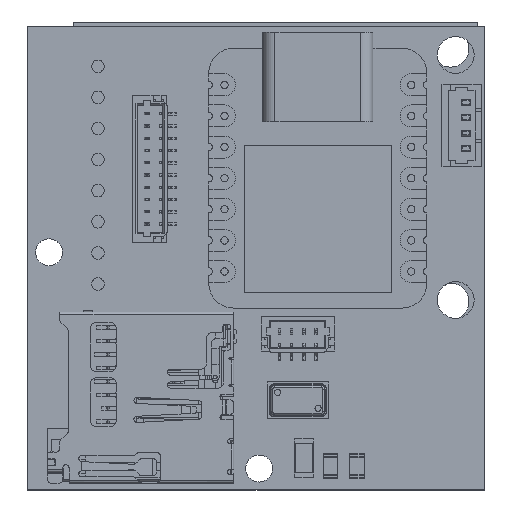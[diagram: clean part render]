
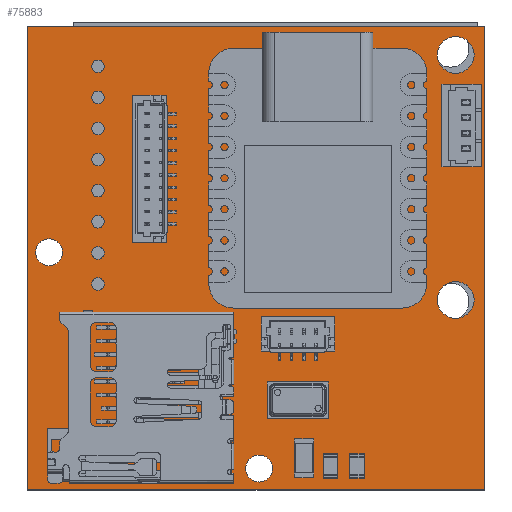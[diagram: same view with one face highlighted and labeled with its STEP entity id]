
A CAD part, top view. The second image highlights one B-rep face of the part: STEP entity #75883.
In plain terms, the highlighted planar face has unit normal (0, 0, 1).
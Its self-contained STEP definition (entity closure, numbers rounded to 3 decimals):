
#75595 = VERTEX_POINT('',#75596);
#75596 = CARTESIAN_POINT('',(137.267,-87.8,1.6));
#75602 = EDGE_CURVE('',#75595,#75603,#75605,.T.);
#75603 = VERTEX_POINT('',#75604);
#75604 = CARTESIAN_POINT('',(100.,-87.8,1.6));
#75605 = LINE('',#75606,#75607);
#75606 = CARTESIAN_POINT('',(137.267,-87.8,1.6));
#75607 = VECTOR('',#75608,1.);
#75608 = DIRECTION('',(-1.,0.,0.));
#75635 = VERTEX_POINT('',#75636);
#75636 = CARTESIAN_POINT('',(137.267,-50.,1.6));
#75642 = EDGE_CURVE('',#75635,#75595,#75643,.T.);
#75643 = LINE('',#75644,#75645);
#75644 = CARTESIAN_POINT('',(137.267,-50.,1.6));
#75645 = VECTOR('',#75646,1.);
#75646 = DIRECTION('',(0.,-1.,0.));
#75664 = EDGE_CURVE('',#75603,#75665,#75667,.T.);
#75665 = VERTEX_POINT('',#75666);
#75666 = CARTESIAN_POINT('',(100.,-50.,1.6));
#75667 = LINE('',#75668,#75669);
#75668 = CARTESIAN_POINT('',(100.,-87.8,1.6));
#75669 = VECTOR('',#75670,1.);
#75670 = DIRECTION('',(0.,1.,0.));
#75883 = ADVANCED_FACE('',(#75884,#75895,#75906,#75917,#75928,#75939,
    #75950,#75961,#75972,#75983,#75994,#76005,#76016,#76027,#76038,
    #76049,#76060),#76071,.T.);
#75884 = FACE_BOUND('',#75885,.T.);
#75885 = EDGE_LOOP('',(#75886,#75887,#75888,#75894));
#75886 = ORIENTED_EDGE('',*,*,#75602,.F.);
#75887 = ORIENTED_EDGE('',*,*,#75642,.F.);
#75888 = ORIENTED_EDGE('',*,*,#75889,.F.);
#75889 = EDGE_CURVE('',#75665,#75635,#75890,.T.);
#75890 = LINE('',#75891,#75892);
#75891 = CARTESIAN_POINT('',(100.,-50.,1.6));
#75892 = VECTOR('',#75893,1.);
#75893 = DIRECTION('',(1.,0.,0.));
#75894 = ORIENTED_EDGE('',*,*,#75664,.F.);
#75895 = FACE_BOUND('',#75896,.T.);
#75896 = EDGE_LOOP('',(#75897));
#75897 = ORIENTED_EDGE('',*,*,#75898,.T.);
#75898 = EDGE_CURVE('',#75899,#75899,#75901,.T.);
#75899 = VERTEX_POINT('',#75900);
#75900 = CARTESIAN_POINT('',(105.736,-71.501,1.6));
#75901 = CIRCLE('',#75902,0.508);
#75902 = AXIS2_PLACEMENT_3D('',#75903,#75904,#75905);
#75903 = CARTESIAN_POINT('',(105.736,-70.993,1.6));
#75904 = DIRECTION('',(-0.,0.,-1.));
#75905 = DIRECTION('',(0.,-1.,-0.));
#75906 = FACE_BOUND('',#75907,.T.);
#75907 = EDGE_LOOP('',(#75908));
#75908 = ORIENTED_EDGE('',*,*,#75909,.T.);
#75909 = EDGE_CURVE('',#75910,#75910,#75912,.T.);
#75910 = VERTEX_POINT('',#75911);
#75911 = CARTESIAN_POINT('',(118.9,-87.15,1.6));
#75912 = CIRCLE('',#75913,1.1);
#75913 = AXIS2_PLACEMENT_3D('',#75914,#75915,#75916);
#75914 = CARTESIAN_POINT('',(118.9,-86.05,1.6));
#75915 = DIRECTION('',(-0.,0.,-1.));
#75916 = DIRECTION('',(-0.,-1.,0.));
#75917 = FACE_BOUND('',#75918,.T.);
#75918 = EDGE_LOOP('',(#75919));
#75919 = ORIENTED_EDGE('',*,*,#75920,.T.);
#75920 = EDGE_CURVE('',#75921,#75921,#75923,.T.);
#75921 = VERTEX_POINT('',#75922);
#75922 = CARTESIAN_POINT('',(134.936,-73.793,1.6));
#75923 = CIRCLE('',#75924,1.5);
#75924 = AXIS2_PLACEMENT_3D('',#75925,#75926,#75927);
#75925 = CARTESIAN_POINT('',(134.936,-72.293,1.6));
#75926 = DIRECTION('',(-0.,0.,-1.));
#75927 = DIRECTION('',(-0.,-1.,0.));
#75928 = FACE_BOUND('',#75929,.T.);
#75929 = EDGE_LOOP('',(#75930));
#75930 = ORIENTED_EDGE('',*,*,#75931,.T.);
#75931 = EDGE_CURVE('',#75932,#75932,#75934,.T.);
#75932 = VERTEX_POINT('',#75933);
#75933 = CARTESIAN_POINT('',(101.75,-69.5,1.6));
#75934 = CIRCLE('',#75935,1.1);
#75935 = AXIS2_PLACEMENT_3D('',#75936,#75937,#75938);
#75936 = CARTESIAN_POINT('',(101.75,-68.4,1.6));
#75937 = DIRECTION('',(-0.,0.,-1.));
#75938 = DIRECTION('',(-0.,-1.,0.));
#75939 = FACE_BOUND('',#75940,.T.);
#75940 = EDGE_LOOP('',(#75941));
#75941 = ORIENTED_EDGE('',*,*,#75942,.T.);
#75942 = EDGE_CURVE('',#75943,#75943,#75945,.T.);
#75943 = VERTEX_POINT('',#75944);
#75944 = CARTESIAN_POINT('',(105.736,-68.961,1.6));
#75945 = CIRCLE('',#75946,0.508);
#75946 = AXIS2_PLACEMENT_3D('',#75947,#75948,#75949);
#75947 = CARTESIAN_POINT('',(105.736,-68.453,1.6));
#75948 = DIRECTION('',(-0.,0.,-1.));
#75949 = DIRECTION('',(0.,-1.,-0.));
#75950 = FACE_BOUND('',#75951,.T.);
#75951 = EDGE_LOOP('',(#75952));
#75952 = ORIENTED_EDGE('',*,*,#75953,.T.);
#75953 = EDGE_CURVE('',#75954,#75954,#75956,.T.);
#75954 = VERTEX_POINT('',#75955);
#75955 = CARTESIAN_POINT('',(105.736,-66.421,1.6));
#75956 = CIRCLE('',#75957,0.508);
#75957 = AXIS2_PLACEMENT_3D('',#75958,#75959,#75960);
#75958 = CARTESIAN_POINT('',(105.736,-65.913,1.6));
#75959 = DIRECTION('',(-0.,0.,-1.));
#75960 = DIRECTION('',(0.,-1.,-0.));
#75961 = FACE_BOUND('',#75962,.T.);
#75962 = EDGE_LOOP('',(#75963));
#75963 = ORIENTED_EDGE('',*,*,#75964,.T.);
#75964 = EDGE_CURVE('',#75965,#75965,#75967,.T.);
#75965 = VERTEX_POINT('',#75966);
#75966 = CARTESIAN_POINT('',(105.736,-63.881,1.6));
#75967 = CIRCLE('',#75968,0.508);
#75968 = AXIS2_PLACEMENT_3D('',#75969,#75970,#75971);
#75969 = CARTESIAN_POINT('',(105.736,-63.373,1.6));
#75970 = DIRECTION('',(-0.,0.,-1.));
#75971 = DIRECTION('',(0.,-1.,-0.));
#75972 = FACE_BOUND('',#75973,.T.);
#75973 = EDGE_LOOP('',(#75974));
#75974 = ORIENTED_EDGE('',*,*,#75975,.T.);
#75975 = EDGE_CURVE('',#75976,#75976,#75978,.T.);
#75976 = VERTEX_POINT('',#75977);
#75977 = CARTESIAN_POINT('',(105.736,-61.341,1.6));
#75978 = CIRCLE('',#75979,0.508);
#75979 = AXIS2_PLACEMENT_3D('',#75980,#75981,#75982);
#75980 = CARTESIAN_POINT('',(105.736,-60.833,1.6));
#75981 = DIRECTION('',(-0.,0.,-1.));
#75982 = DIRECTION('',(0.,-1.,-0.));
#75983 = FACE_BOUND('',#75984,.T.);
#75984 = EDGE_LOOP('',(#75985));
#75985 = ORIENTED_EDGE('',*,*,#75986,.T.);
#75986 = EDGE_CURVE('',#75987,#75987,#75989,.T.);
#75987 = VERTEX_POINT('',#75988);
#75988 = CARTESIAN_POINT('',(105.736,-58.801,1.6));
#75989 = CIRCLE('',#75990,0.508);
#75990 = AXIS2_PLACEMENT_3D('',#75991,#75992,#75993);
#75991 = CARTESIAN_POINT('',(105.736,-58.293,1.6));
#75992 = DIRECTION('',(-0.,0.,-1.));
#75993 = DIRECTION('',(0.,-1.,-0.));
#75994 = FACE_BOUND('',#75995,.T.);
#75995 = EDGE_LOOP('',(#75996));
#75996 = ORIENTED_EDGE('',*,*,#75997,.T.);
#75997 = EDGE_CURVE('',#75998,#75998,#76000,.T.);
#75998 = VERTEX_POINT('',#75999);
#75999 = CARTESIAN_POINT('',(105.736,-56.261,1.6));
#76000 = CIRCLE('',#76001,0.508);
#76001 = AXIS2_PLACEMENT_3D('',#76002,#76003,#76004);
#76002 = CARTESIAN_POINT('',(105.736,-55.753,1.6));
#76003 = DIRECTION('',(-0.,0.,-1.));
#76004 = DIRECTION('',(0.,-1.,-0.));
#76005 = FACE_BOUND('',#76006,.T.);
#76006 = EDGE_LOOP('',(#76007));
#76007 = ORIENTED_EDGE('',*,*,#76008,.T.);
#76008 = EDGE_CURVE('',#76009,#76009,#76011,.T.);
#76009 = VERTEX_POINT('',#76010);
#76010 = CARTESIAN_POINT('',(105.736,-53.721,1.6));
#76011 = CIRCLE('',#76012,0.508);
#76012 = AXIS2_PLACEMENT_3D('',#76013,#76014,#76015);
#76013 = CARTESIAN_POINT('',(105.736,-53.213,1.6));
#76014 = DIRECTION('',(-0.,0.,-1.));
#76015 = DIRECTION('',(0.,-1.,-0.));
#76016 = FACE_BOUND('',#76017,.T.);
#76017 = EDGE_LOOP('',(#76018));
#76018 = ORIENTED_EDGE('',*,*,#76019,.T.);
#76019 = EDGE_CURVE('',#76020,#76020,#76022,.T.);
#76020 = VERTEX_POINT('',#76021);
#76021 = CARTESIAN_POINT('',(135.763,-60.174,1.6));
#76022 = CIRCLE('',#76023,0.25);
#76023 = AXIS2_PLACEMENT_3D('',#76024,#76025,#76026);
#76024 = CARTESIAN_POINT('',(135.763,-59.924,1.6));
#76025 = DIRECTION('',(-0.,0.,-1.));
#76026 = DIRECTION('',(-0.,-1.,0.));
#76027 = FACE_BOUND('',#76028,.T.);
#76028 = EDGE_LOOP('',(#76029));
#76029 = ORIENTED_EDGE('',*,*,#76030,.T.);
#76030 = EDGE_CURVE('',#76031,#76031,#76033,.T.);
#76031 = VERTEX_POINT('',#76032);
#76032 = CARTESIAN_POINT('',(135.763,-58.924,1.6));
#76033 = CIRCLE('',#76034,0.25);
#76034 = AXIS2_PLACEMENT_3D('',#76035,#76036,#76037);
#76035 = CARTESIAN_POINT('',(135.763,-58.674,1.6));
#76036 = DIRECTION('',(-0.,0.,-1.));
#76037 = DIRECTION('',(-0.,-1.,0.));
#76038 = FACE_BOUND('',#76039,.T.);
#76039 = EDGE_LOOP('',(#76040));
#76040 = ORIENTED_EDGE('',*,*,#76041,.T.);
#76041 = EDGE_CURVE('',#76042,#76042,#76044,.T.);
#76042 = VERTEX_POINT('',#76043);
#76043 = CARTESIAN_POINT('',(135.763,-57.674,1.6));
#76044 = CIRCLE('',#76045,0.25);
#76045 = AXIS2_PLACEMENT_3D('',#76046,#76047,#76048);
#76046 = CARTESIAN_POINT('',(135.763,-57.424,1.6));
#76047 = DIRECTION('',(-0.,0.,-1.));
#76048 = DIRECTION('',(-0.,-1.,0.));
#76049 = FACE_BOUND('',#76050,.T.);
#76050 = EDGE_LOOP('',(#76051));
#76051 = ORIENTED_EDGE('',*,*,#76052,.T.);
#76052 = EDGE_CURVE('',#76053,#76053,#76055,.T.);
#76053 = VERTEX_POINT('',#76054);
#76054 = CARTESIAN_POINT('',(135.763,-56.424,1.6));
#76055 = CIRCLE('',#76056,0.25);
#76056 = AXIS2_PLACEMENT_3D('',#76057,#76058,#76059);
#76057 = CARTESIAN_POINT('',(135.763,-56.174,1.6));
#76058 = DIRECTION('',(-0.,0.,-1.));
#76059 = DIRECTION('',(-0.,-1.,0.));
#76060 = FACE_BOUND('',#76061,.T.);
#76061 = EDGE_LOOP('',(#76062));
#76062 = ORIENTED_EDGE('',*,*,#76063,.T.);
#76063 = EDGE_CURVE('',#76064,#76064,#76066,.T.);
#76064 = VERTEX_POINT('',#76065);
#76065 = CARTESIAN_POINT('',(134.936,-53.793,1.6));
#76066 = CIRCLE('',#76067,1.5);
#76067 = AXIS2_PLACEMENT_3D('',#76068,#76069,#76070);
#76068 = CARTESIAN_POINT('',(134.936,-52.293,1.6));
#76069 = DIRECTION('',(-0.,0.,-1.));
#76070 = DIRECTION('',(-0.,-1.,0.));
#76071 = PLANE('',#76072);
#76072 = AXIS2_PLACEMENT_3D('',#76073,#76074,#76075);
#76073 = CARTESIAN_POINT('',(0.,0.,1.6));
#76074 = DIRECTION('',(0.,0.,1.));
#76075 = DIRECTION('',(1.,0.,-0.));
